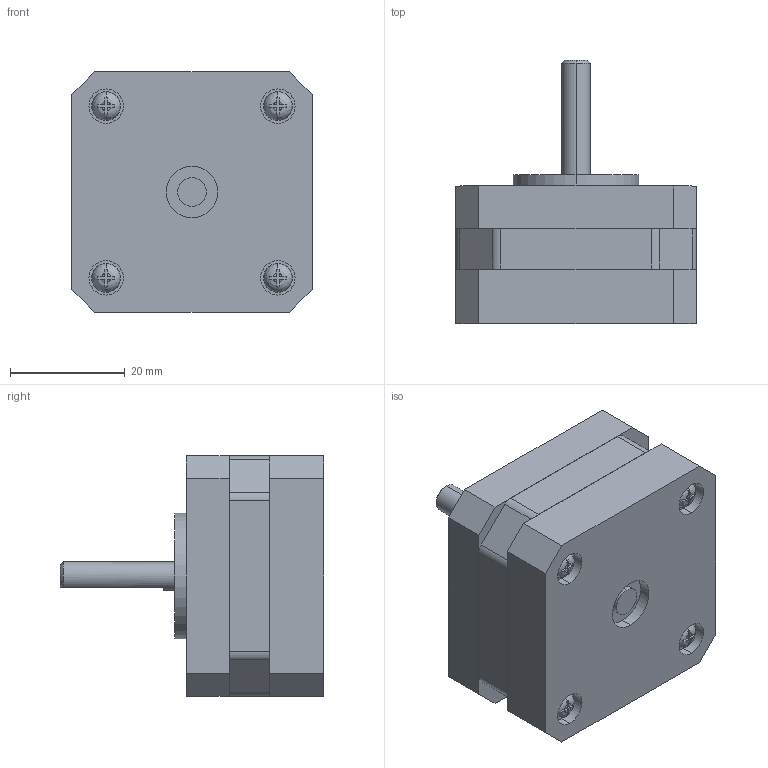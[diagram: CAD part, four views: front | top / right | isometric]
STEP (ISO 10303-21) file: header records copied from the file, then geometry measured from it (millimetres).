
FILE_DESCRIPTION(('FreeCAD Model'),'2;1');
FILE_NAME('Open CASCADE Shape Model','2021-05-09T12:50:42',('Author'),( ''),'Open CASCADE STEP processor 7.5','FreeCAD','Unknown');
FILE_SCHEMA(('AUTOMOTIVE_DESIGN { 1 0 10303 214 1 1 1 1 }'));
Length unit declared in the file: millimetre
Products named in the file (1): NEMA 17 Stepper L24mm - 20mm shaft_NEMA 17 Stepper L24mm - 20mm shaft
Bounding box: 42 x 46 x 42 mm (x, y, z)
Volume: 41742.5 mm3; surface area: 15643.7 mm2
Topology: 5 solids, 5 shells, 158 faces, 1200 edges, 3466 vertices
Faces by surface type: plane 114, cylinder 34, bspline 8, cone 2
Entity records: 22877 total; most frequent: CARTESIAN_POINT 8681, DIRECTION 2244, LINE 1280, VECTOR 1280, GEOMETRIC_CURVE_SET 801, ORIENTED_EDGE 800, PCURVE 800, DEFINITIONAL_REPRESENTATION 800
